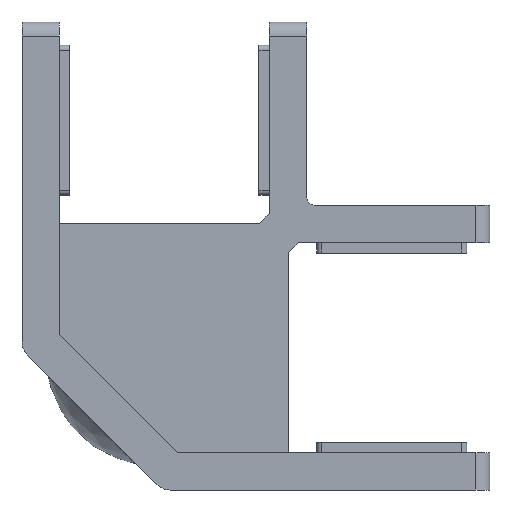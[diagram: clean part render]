
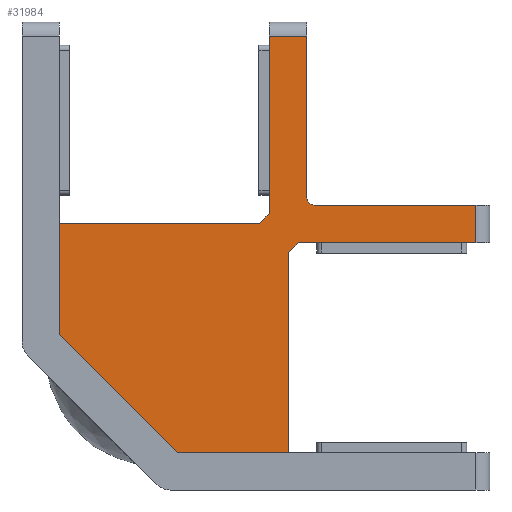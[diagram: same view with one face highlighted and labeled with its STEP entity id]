
A CAD part, front view. The second image highlights one B-rep face of the part: STEP entity #31984.
In plain terms, the highlighted planar face has unit normal (0, -1, 0).
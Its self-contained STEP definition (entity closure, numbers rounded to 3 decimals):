
#1711 = ORIENTED_EDGE ( 'NONE', *, *, #53902, .T. ) ;
#2546 = CARTESIAN_POINT ( 'NONE',  ( 28.5, -10., 25.4 ) ) ;
#3130 = EDGE_CURVE ( 'NONE', #21796, #50102, #7866, .T. ) ;
#3264 = EDGE_CURVE ( 'NONE', #60173, #32147, #18808, .T. ) ;
#3598 = CARTESIAN_POINT ( 'NONE',  ( 30.4, -10., 48.5 ) ) ;
#4501 = ORIENTED_EDGE ( 'NONE', *, *, #36665, .F. ) ;
#4652 = DIRECTION ( 'NONE',  ( 0., 1., 0. ) ) ;
#6163 = CARTESIAN_POINT ( 'NONE',  ( 48.5, -10., 30.4 ) ) ;
#6374 = VECTOR ( 'NONE', #44588, 1000. ) ;
#7247 = ORIENTED_EDGE ( 'NONE', *, *, #53002, .T. ) ;
#7866 = LINE ( 'NONE', #28858, #51724 ) ;
#8257 = CARTESIAN_POINT ( 'NONE',  ( 4., -10., 0. ) ) ;
#8819 = CARTESIAN_POINT ( 'NONE',  ( 30.4, -10., 31.4 ) ) ;
#8933 = LINE ( 'NONE', #14978, #59430 ) ;
#11141 = VECTOR ( 'NONE', #23657, 1000. ) ;
#11305 = DIRECTION ( 'NONE',  ( 1., 0., 0. ) ) ;
#11498 = DIRECTION ( 'NONE',  ( 0.707, 0., 0.707 ) ) ;
#12013 = EDGE_CURVE ( 'NONE', #16773, #39616, #59835, .T. ) ;
#12538 = EDGE_CURVE ( 'NONE', #16773, #21084, #47264, .T. ) ;
#12936 = VECTOR ( 'NONE', #11498, 1000. ) ;
#12966 = DIRECTION ( 'NONE',  ( 0., 0., -1. ) ) ;
#13039 = ORIENTED_EDGE ( 'NONE', *, *, #43225, .T. ) ;
#14454 = CARTESIAN_POINT ( 'NONE',  ( 0., -10., 0. ) ) ;
#14978 = CARTESIAN_POINT ( 'NONE',  ( 0., -10., 28.5 ) ) ;
#15461 = CARTESIAN_POINT ( 'NONE',  ( 10.33, -10., 10.33 ) ) ;
#15542 = LINE ( 'NONE', #55985, #11141 ) ;
#15994 = CARTESIAN_POINT ( 'NONE',  ( 1.55, -10., -1.55 ) ) ;
#16773 = VERTEX_POINT ( 'NONE', #2546 ) ;
#16957 = VERTEX_POINT ( 'NONE', #28533 ) ;
#17213 = VECTOR ( 'NONE', #12966, 1000. ) ;
#18147 = ORIENTED_EDGE ( 'NONE', *, *, #40128, .T. ) ;
#18808 = LINE ( 'NONE', #31116, #6374 ) ;
#19203 = LINE ( 'NONE', #47999, #44071 ) ;
#19578 = VECTOR ( 'NONE', #38962, 1000. ) ;
#20610 = VERTEX_POINT ( 'NONE', #57941 ) ;
#20814 = ORIENTED_EDGE ( 'NONE', *, *, #12013, .F. ) ;
#21084 = VERTEX_POINT ( 'NONE', #56714 ) ;
#21796 = VERTEX_POINT ( 'NONE', #60713 ) ;
#22188 = CIRCLE ( 'NONE', #56113, 1. ) ;
#22206 = VECTOR ( 'NONE', #45710, 1000. ) ;
#22311 = VERTEX_POINT ( 'NONE', #58978 ) ;
#22951 = VECTOR ( 'NONE', #42605, 1000. ) ;
#23101 = FACE_OUTER_BOUND ( 'NONE', #24801, .T. ) ;
#23583 = EDGE_CURVE ( 'NONE', #22311, #20610, #56638, .T. ) ;
#23657 = DIRECTION ( 'NONE',  ( -0.707, 0., -0.707 ) ) ;
#23736 = CARTESIAN_POINT ( 'NONE',  ( 31.4, -10., 31.4 ) ) ;
#24136 = EDGE_CURVE ( 'NONE', #21084, #50275, #39702, .T. ) ;
#24231 = DIRECTION ( 'NONE',  ( 0., 0., 1. ) ) ;
#24338 = DIRECTION ( 'NONE',  ( 0., 0., 1. ) ) ;
#24801 = EDGE_LOOP ( 'NONE', ( #20814, #51423, #49640, #33710, #60422, #1711, #58796, #18147, #52897, #7247, #4501, #13039, #31700, #48744 ) ) ;
#25440 = CARTESIAN_POINT ( 'NONE',  ( 25.4, -10., 28.5 ) ) ;
#28533 = CARTESIAN_POINT ( 'NONE',  ( 4., -10., 28.5 ) ) ;
#28858 = CARTESIAN_POINT ( 'NONE',  ( 26.4, -10., 0. ) ) ;
#30539 = VERTEX_POINT ( 'NONE', #25440 ) ;
#30603 = CARTESIAN_POINT ( 'NONE',  ( 48.5, -10., 26.4 ) ) ;
#30714 = CARTESIAN_POINT ( 'NONE',  ( 31.4, -10., 30.4 ) ) ;
#31106 = LINE ( 'NONE', #8257, #17213 ) ;
#31116 = CARTESIAN_POINT ( 'NONE',  ( 30.4, -10., 0. ) ) ;
#31700 = ORIENTED_EDGE ( 'NONE', *, *, #23583, .F. ) ;
#31984 = ADVANCED_FACE ( 'NONE', ( #23101 ), #47538, .F. ) ;
#32147 = VERTEX_POINT ( 'NONE', #3598 ) ;
#33710 = ORIENTED_EDGE ( 'NONE', *, *, #40454, .T. ) ;
#33867 = VERTEX_POINT ( 'NONE', #30714 ) ;
#35487 = EDGE_CURVE ( 'NONE', #22311, #39616, #55123, .T. ) ;
#36665 = EDGE_CURVE ( 'NONE', #16957, #30539, #8933, .T. ) ;
#38226 = DIRECTION ( 'NONE',  ( 0., 1., 0. ) ) ;
#38373 = CARTESIAN_POINT ( 'NONE',  ( 48.5, -10., 30.4 ) ) ;
#38561 = DIRECTION ( 'NONE',  ( -1., 0., 0. ) ) ;
#38962 = DIRECTION ( 'NONE',  ( -1., 0., 0. ) ) ;
#39616 = VERTEX_POINT ( 'NONE', #54873 ) ;
#39702 = LINE ( 'NONE', #44375, #45614 ) ;
#40128 = EDGE_CURVE ( 'NONE', #32147, #21796, #46664, .T. ) ;
#40454 = EDGE_CURVE ( 'NONE', #50275, #52144, #40756, .T. ) ;
#40756 = LINE ( 'NONE', #38373, #53216 ) ;
#42416 = DIRECTION ( 'NONE',  ( 0., 0., -1. ) ) ;
#42547 = DIRECTION ( 'NONE',  ( 0., 0., -1. ) ) ;
#42605 = DIRECTION ( 'NONE',  ( -0.707, 0., 0.707 ) ) ;
#42933 = AXIS2_PLACEMENT_3D ( 'NONE', #14454, #4652, #24231 ) ;
#43225 = EDGE_CURVE ( 'NONE', #16957, #20610, #31106, .T. ) ;
#44071 = VECTOR ( 'NONE', #38561, 1000. ) ;
#44375 = CARTESIAN_POINT ( 'NONE',  ( 0., -10., 26.4 ) ) ;
#44481 = CARTESIAN_POINT ( 'NONE',  ( 0., -10., 4. ) ) ;
#44588 = DIRECTION ( 'NONE',  ( 0., 0., 1. ) ) ;
#45614 = VECTOR ( 'NONE', #11305, 1000. ) ;
#45710 = DIRECTION ( 'NONE',  ( 1., 0., 0. ) ) ;
#46664 = LINE ( 'NONE', #52912, #19578 ) ;
#47264 = LINE ( 'NONE', #15994, #12936 ) ;
#47385 = DIRECTION ( 'NONE',  ( 0., 0., 1. ) ) ;
#47538 = PLANE ( 'NONE',  #42933 ) ;
#47999 = CARTESIAN_POINT ( 'NONE',  ( 0., -10., 30.4 ) ) ;
#48200 = CARTESIAN_POINT ( 'NONE',  ( 26.4, -10., 29.5 ) ) ;
#48744 = ORIENTED_EDGE ( 'NONE', *, *, #35487, .T. ) ;
#49640 = ORIENTED_EDGE ( 'NONE', *, *, #24136, .T. ) ;
#50102 = VERTEX_POINT ( 'NONE', #48200 ) ;
#50275 = VERTEX_POINT ( 'NONE', #30603 ) ;
#51423 = ORIENTED_EDGE ( 'NONE', *, *, #12538, .T. ) ;
#51724 = VECTOR ( 'NONE', #42547, 1000. ) ;
#52144 = VERTEX_POINT ( 'NONE', #6163 ) ;
#52244 = CARTESIAN_POINT ( 'NONE',  ( 28.5, -10., 0. ) ) ;
#52709 = EDGE_CURVE ( 'NONE', #52144, #33867, #19203, .T. ) ;
#52897 = ORIENTED_EDGE ( 'NONE', *, *, #3130, .T. ) ;
#52912 = CARTESIAN_POINT ( 'NONE',  ( 26.4, -10., 48.5 ) ) ;
#53002 = EDGE_CURVE ( 'NONE', #50102, #30539, #15542, .T. ) ;
#53216 = VECTOR ( 'NONE', #47385, 1000. ) ;
#53902 = EDGE_CURVE ( 'NONE', #33867, #60173, #22188, .T. ) ;
#54873 = CARTESIAN_POINT ( 'NONE',  ( 28.5, -10., 4. ) ) ;
#55123 = LINE ( 'NONE', #44481, #22206 ) ;
#55985 = CARTESIAN_POINT ( 'NONE',  ( -1.55, -10., 1.55 ) ) ;
#56113 = AXIS2_PLACEMENT_3D ( 'NONE', #23736, #38226, #24338 ) ;
#56638 = LINE ( 'NONE', #15461, #22951 ) ;
#56714 = CARTESIAN_POINT ( 'NONE',  ( 29.5, -10., 26.4 ) ) ;
#57297 = DIRECTION ( 'NONE',  ( 1., 0., 0. ) ) ;
#57941 = CARTESIAN_POINT ( 'NONE',  ( 4., -10., 16.66 ) ) ;
#58796 = ORIENTED_EDGE ( 'NONE', *, *, #3264, .T. ) ;
#58978 = CARTESIAN_POINT ( 'NONE',  ( 16.66, -10., 4. ) ) ;
#59069 = VECTOR ( 'NONE', #42416, 1000. ) ;
#59430 = VECTOR ( 'NONE', #57297, 1000. ) ;
#59835 = LINE ( 'NONE', #52244, #59069 ) ;
#60173 = VERTEX_POINT ( 'NONE', #8819 ) ;
#60422 = ORIENTED_EDGE ( 'NONE', *, *, #52709, .T. ) ;
#60713 = CARTESIAN_POINT ( 'NONE',  ( 26.4, -10., 48.5 ) ) ;
